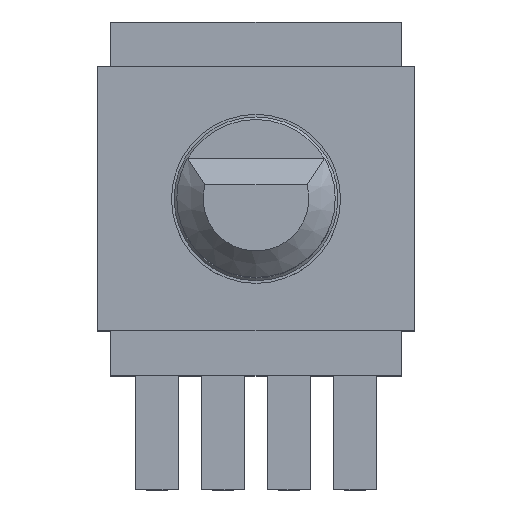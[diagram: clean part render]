
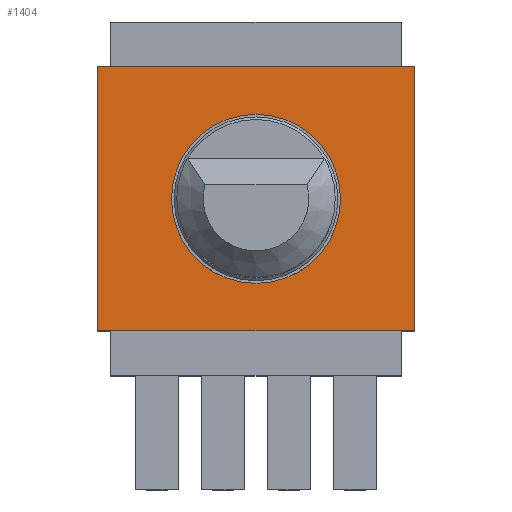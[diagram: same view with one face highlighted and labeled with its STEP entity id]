
A CAD part, top view. The second image highlights one B-rep face of the part: STEP entity #1404.
In plain terms, the highlighted planar face has unit normal (0, 0, 1).
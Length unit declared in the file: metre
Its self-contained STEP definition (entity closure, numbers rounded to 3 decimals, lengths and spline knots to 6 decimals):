
#33=CIRCLE('',#1572,0.0032);
#67=ORIENTED_EDGE('',*,*,#453,.T.);
#68=ORIENTED_EDGE('',*,*,#457,.T.);
#69=ORIENTED_EDGE('',*,*,#458,.F.);
#70=ORIENTED_EDGE('',*,*,#459,.F.);
#71=ORIENTED_EDGE('',*,*,#460,.F.);
#453=EDGE_CURVE('',#648,#647,#782,.T.);
#457=EDGE_CURVE('',#647,#650,#786,.T.);
#458=EDGE_CURVE('',#651,#650,#787,.T.);
#459=EDGE_CURVE('',#648,#651,#788,.T.);
#460=EDGE_CURVE('',#652,#652,#33,.T.);
#647=VERTEX_POINT('',#2092);
#648=VERTEX_POINT('',#2094);
#650=VERTEX_POINT('',#2101);
#651=VERTEX_POINT('',#2103);
#652=VERTEX_POINT('',#2106);
#782=LINE('',#2093,#967);
#786=LINE('',#2100,#971);
#787=LINE('',#2102,#972);
#788=LINE('',#2104,#973);
#967=VECTOR('',#1696,1.);
#971=VECTOR('',#1702,1.);
#972=VECTOR('',#1703,1.);
#973=VECTOR('',#1704,1.);
#1142=EDGE_LOOP('',(#67,#68,#69,#70));
#1143=EDGE_LOOP('',(#71));
#1234=FACE_BOUND('',#1142,.T.);
#1235=FACE_BOUND('',#1143,.T.);
#1325=PLANE('',#1571);
#1404=ADVANCED_FACE('',(#1234,#1235),#1325,.F.);
#1571=AXIS2_PLACEMENT_3D('',#2099,#1700,#1701);
#1572=AXIS2_PLACEMENT_3D('',#2105,#1705,#1706);
#1696=DIRECTION('',(0.,1.,0.));
#1700=DIRECTION('',(0.,0.,-1.));
#1701=DIRECTION('',(-1.,0.,0.));
#1702=DIRECTION('',(-1.,0.,0.));
#1703=DIRECTION('',(0.,1.,0.));
#1704=DIRECTION('',(-1.,0.,0.));
#1705=DIRECTION('',(0.,0.,1.));
#1706=DIRECTION('',(1.,0.,0.));
#2092=CARTESIAN_POINT('',(0.006,0.005,0.0085));
#2093=CARTESIAN_POINT('',(0.006,-0.0005,0.0085));
#2094=CARTESIAN_POINT('',(0.006,-0.005,0.0085));
#2099=CARTESIAN_POINT('',(0.0059,-0.0005,0.0085));
#2100=CARTESIAN_POINT('',(0.,0.005,0.0085));
#2101=CARTESIAN_POINT('',(-0.006,0.005,0.0085));
#2102=CARTESIAN_POINT('',(-0.006,-0.0005,0.0085));
#2103=CARTESIAN_POINT('',(-0.006,-0.005,0.0085));
#2104=CARTESIAN_POINT('',(0.,-0.005,0.0085));
#2105=CARTESIAN_POINT('',(0.,0.,0.0085));
#2106=CARTESIAN_POINT('',(0.0032,0.,0.0085));
